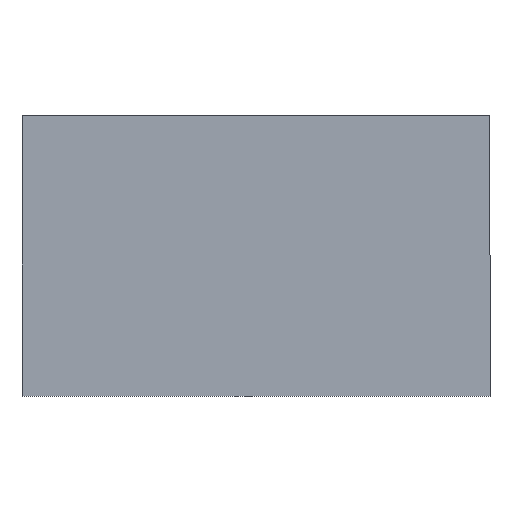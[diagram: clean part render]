
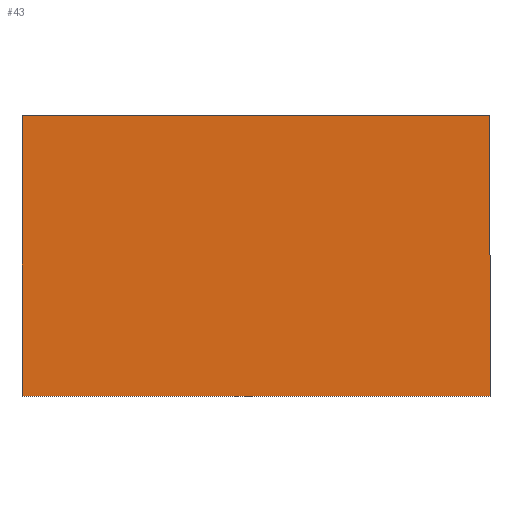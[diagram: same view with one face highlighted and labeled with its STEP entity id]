
A CAD part, top view. The second image highlights one B-rep face of the part: STEP entity #43.
In plain terms, the highlighted planar face has unit normal (0, 0, 1).
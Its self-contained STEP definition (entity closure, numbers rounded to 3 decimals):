
#22 = VERTEX_POINT ( 'NONE', #49 ) ;
#24 = CARTESIAN_POINT ( 'NONE',  ( 500., 300., 30. ) ) ;
#31 = ORIENTED_EDGE ( 'NONE', *, *, #149, .T. ) ;
#32 = CARTESIAN_POINT ( 'NONE',  ( 500., 300., 30. ) ) ;
#43 = ADVANCED_FACE ( 'NONE', ( #176 ), #155, .F. ) ;
#46 = VERTEX_POINT ( 'NONE', #137 ) ;
#49 = CARTESIAN_POINT ( 'NONE',  ( -500., -300., 30. ) ) ;
#57 = DIRECTION ( 'NONE',  ( -1., 0., 0. ) ) ;
#75 = VECTOR ( 'NONE', #57, 1000. ) ;
#79 = VECTOR ( 'NONE', #280, 1000. ) ;
#80 = DIRECTION ( 'NONE',  ( 1., 0., 0. ) ) ;
#90 = VERTEX_POINT ( 'NONE', #119 ) ;
#118 = EDGE_CURVE ( 'NONE', #200, #90, #193, .T. ) ;
#119 = CARTESIAN_POINT ( 'NONE',  ( -500., 300., 30. ) ) ;
#128 = AXIS2_PLACEMENT_3D ( 'NONE', #233, #183, #136 ) ;
#130 = EDGE_CURVE ( 'NONE', #90, #22, #274, .T. ) ;
#136 = DIRECTION ( 'NONE',  ( -1., 0., 0. ) ) ;
#137 = CARTESIAN_POINT ( 'NONE',  ( 500., -300., 30. ) ) ;
#149 = EDGE_CURVE ( 'NONE', #22, #46, #266, .T. ) ;
#150 = VECTOR ( 'NONE', #80, 1000. ) ;
#153 = ORIENTED_EDGE ( 'NONE', *, *, #118, .T. ) ;
#155 = PLANE ( 'NONE',  #128 ) ;
#176 = FACE_OUTER_BOUND ( 'NONE', #263, .T. ) ;
#183 = DIRECTION ( 'NONE',  ( 0., 0., -1. ) ) ;
#189 = DIRECTION ( 'NONE',  ( 0., -1., 0. ) ) ;
#193 = LINE ( 'NONE', #24, #75 ) ;
#200 = VERTEX_POINT ( 'NONE', #208 ) ;
#203 = ORIENTED_EDGE ( 'NONE', *, *, #130, .T. ) ;
#208 = CARTESIAN_POINT ( 'NONE',  ( 500., 300., 30. ) ) ;
#220 = EDGE_CURVE ( 'NONE', #46, #200, #222, .T. ) ;
#222 = LINE ( 'NONE', #32, #79 ) ;
#223 = VECTOR ( 'NONE', #189, 1000. ) ;
#230 = ORIENTED_EDGE ( 'NONE', *, *, #220, .T. ) ;
#231 = CARTESIAN_POINT ( 'NONE',  ( -500., 300., 30. ) ) ;
#233 = CARTESIAN_POINT ( 'NONE',  ( 0., 0., 30. ) ) ;
#257 = CARTESIAN_POINT ( 'NONE',  ( 500., -300., 30. ) ) ;
#263 = EDGE_LOOP ( 'NONE', ( #203, #31, #230, #153 ) ) ;
#266 = LINE ( 'NONE', #257, #150 ) ;
#274 = LINE ( 'NONE', #231, #223 ) ;
#280 = DIRECTION ( 'NONE',  ( 0., 1., 0. ) ) ;
